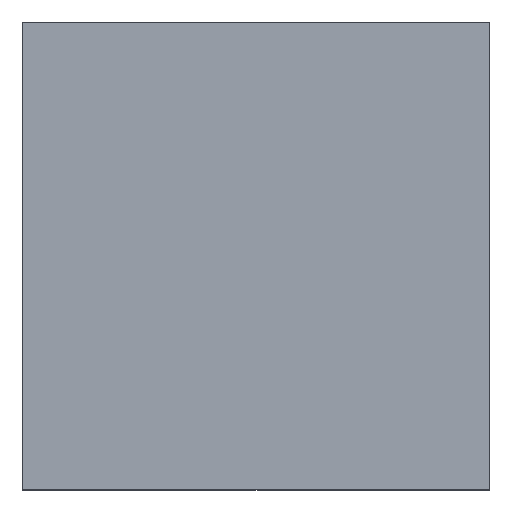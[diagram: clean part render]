
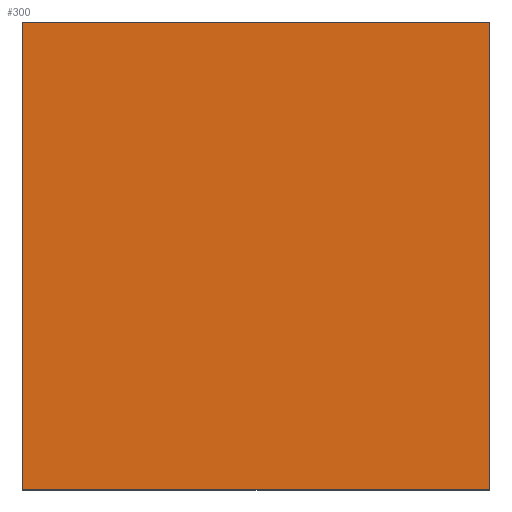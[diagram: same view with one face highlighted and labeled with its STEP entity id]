
A CAD part, top view. The second image highlights one B-rep face of the part: STEP entity #300.
In plain terms, the highlighted planar face has unit normal (0, 0, 1).
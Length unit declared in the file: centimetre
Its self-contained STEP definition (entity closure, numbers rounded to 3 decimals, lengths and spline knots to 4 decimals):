
#108=VECTOR('',#368,1.);
#111=VECTOR('',#372,1.);
#113=VECTOR('',#375,1.);
#115=VECTOR('',#378,1.);
#120=LINE('',#420,#108);
#123=LINE('',#426,#111);
#125=LINE('',#430,#113);
#127=LINE('',#434,#115);
#138=PLANE('',#326);
#153=VERTEX_POINT('',#421);
#154=VERTEX_POINT('',#422);
#155=VERTEX_POINT('',#427);
#156=VERTEX_POINT('',#431);
#181=EDGE_CURVE('',#153,#154,#120,.T.);
#184=EDGE_CURVE('',#154,#155,#123,.T.);
#186=EDGE_CURVE('',#155,#156,#125,.T.);
#188=EDGE_CURVE('',#156,#153,#127,.T.);
#229=ORIENTED_EDGE('',*,*,#181,.F.);
#230=ORIENTED_EDGE('',*,*,#188,.F.);
#231=ORIENTED_EDGE('',*,*,#186,.F.);
#232=ORIENTED_EDGE('',*,*,#184,.F.);
#258=EDGE_LOOP('',(#229,#230,#231,#232));
#284=FACE_BOUND('',#258,.T.);
#300=ADVANCED_FACE('',(#284),#138,.T.);
#326=AXIS2_PLACEMENT_3D('',#435,#379,$);
#368=DIRECTION('',(1.,0.,0.));
#372=DIRECTION('',(0.,-1.,0.));
#375=DIRECTION('',(-1.,0.,0.));
#378=DIRECTION('',(0.,1.,0.));
#379=DIRECTION('',(0.,0.,1.));
#420=CARTESIAN_POINT('',(23.6347,32.385,36.3728));
#421=CARTESIAN_POINT('',(-23.6347,32.385,36.3728));
#422=CARTESIAN_POINT('',(23.6347,32.385,36.3728));
#426=CARTESIAN_POINT('',(23.6347,-14.9352,36.3728));
#427=CARTESIAN_POINT('',(23.6347,-14.9352,36.3728));
#430=CARTESIAN_POINT('',(-23.6347,-14.9352,36.3728));
#431=CARTESIAN_POINT('',(-23.6347,-14.9352,36.3728));
#434=CARTESIAN_POINT('',(-23.6347,32.385,36.3728));
#435=CARTESIAN_POINT('',(0.,8.7249,36.3728));
